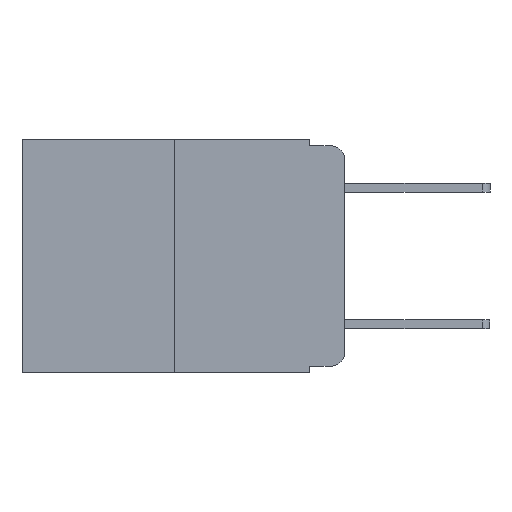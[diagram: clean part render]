
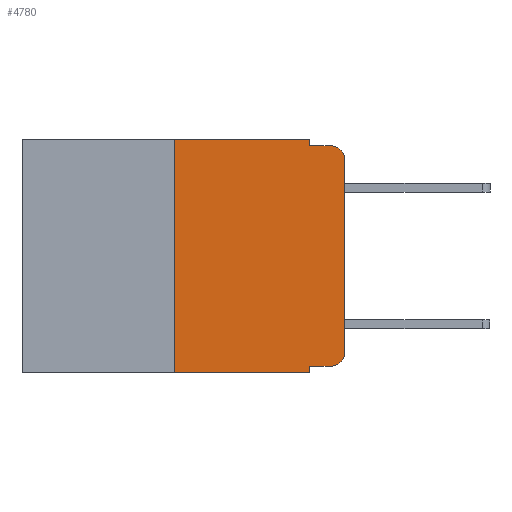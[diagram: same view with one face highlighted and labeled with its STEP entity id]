
A CAD part, left-side view. The second image highlights one B-rep face of the part: STEP entity #4780.
In plain terms, the highlighted planar face has unit normal (-1, 0, 0).
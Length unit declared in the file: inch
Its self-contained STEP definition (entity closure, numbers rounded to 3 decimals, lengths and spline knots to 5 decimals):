
#284 = VECTOR ( 'NONE', #4621, 39.37008 ) ;
#435 = DIRECTION ( 'NONE',  ( 0., 0., 1. ) ) ;
#509 = AXIS2_PLACEMENT_3D ( 'NONE', #12974, #6708, #6736 ) ;
#524 = DIRECTION ( 'NONE',  ( 0., 0., 1. ) ) ;
#581 = CARTESIAN_POINT ( 'NONE',  ( 0., 0.02, -0.01 ) ) ;
#632 = VERTEX_POINT ( 'NONE', #8690 ) ;
#657 = VERTEX_POINT ( 'NONE', #13910 ) ;
#915 = DIRECTION ( 'NONE',  ( 0., 0., -1. ) ) ;
#927 = ORIENTED_EDGE ( 'NONE', *, *, #5408, .F. ) ;
#995 = ORIENTED_EDGE ( 'NONE', *, *, #13159, .T. ) ;
#1173 = CIRCLE ( 'NONE', #509, 0.02 ) ;
#1740 = DIRECTION ( 'NONE',  ( 0., -1., 0. ) ) ;
#1749 = LINE ( 'NONE', #18243, #14126 ) ;
#2216 = CARTESIAN_POINT ( 'NONE',  ( 0., 0.473, 0. ) ) ;
#2223 = ORIENTED_EDGE ( 'NONE', *, *, #15978, .F. ) ;
#2252 = CARTESIAN_POINT ( 'NONE',  ( 0., 0.02, -0.313 ) ) ;
#2732 = ORIENTED_EDGE ( 'NONE', *, *, #15730, .F. ) ;
#2813 = VERTEX_POINT ( 'NONE', #16002 ) ;
#2882 = VERTEX_POINT ( 'NONE', #8462 ) ;
#3061 = EDGE_CURVE ( 'NONE', #632, #20844, #1173, .T. ) ;
#3464 = CARTESIAN_POINT ( 'NONE',  ( 0., 0.25, -0.343 ) ) ;
#3772 = EDGE_CURVE ( 'NONE', #5852, #7949, #3970, .T. ) ;
#3970 = LINE ( 'NONE', #6907, #284 ) ;
#4055 = DIRECTION ( 'NONE',  ( 0., 0., -1. ) ) ;
#4185 = ORIENTED_EDGE ( 'NONE', *, *, #13190, .F. ) ;
#4300 = VECTOR ( 'NONE', #6060, 39.37008 ) ;
#4614 = LINE ( 'NONE', #15013, #13441 ) ;
#4621 = DIRECTION ( 'NONE',  ( 0., -1., 0. ) ) ;
#4780 = ADVANCED_FACE ( 'NONE', ( #12534 ), #16487, .F. ) ;
#4816 = LINE ( 'NONE', #20362, #4300 ) ;
#5059 = LINE ( 'NONE', #15665, #13360 ) ;
#5157 = CIRCLE ( 'NONE', #15076, 0.02 ) ;
#5163 = DIRECTION ( 'NONE',  ( 0., -1., 0. ) ) ;
#5180 = DIRECTION ( 'NONE',  ( 0., 0., -1. ) ) ;
#5408 = EDGE_CURVE ( 'NONE', #2882, #657, #17456, .T. ) ;
#5617 = ORIENTED_EDGE ( 'NONE', *, *, #3061, .T. ) ;
#5775 = CARTESIAN_POINT ( 'NONE',  ( 0., 0.051, -0.333 ) ) ;
#5852 = VERTEX_POINT ( 'NONE', #5775 ) ;
#6017 = VERTEX_POINT ( 'NONE', #14549 ) ;
#6060 = DIRECTION ( 'NONE',  ( 0., 0., -1. ) ) ;
#6207 = DIRECTION ( 'NONE',  ( 1., 0., 0. ) ) ;
#6708 = DIRECTION ( 'NONE',  ( -1., 0., 0. ) ) ;
#6736 = DIRECTION ( 'NONE',  ( 0., 0., -1. ) ) ;
#6907 = CARTESIAN_POINT ( 'NONE',  ( 0., 0.051, -0.333 ) ) ;
#7949 = VERTEX_POINT ( 'NONE', #12072 ) ;
#8462 = CARTESIAN_POINT ( 'NONE',  ( 0., 0.051, 0. ) ) ;
#8690 = CARTESIAN_POINT ( 'NONE',  ( 0., 0., -0.03 ) ) ;
#10995 = VERTEX_POINT ( 'NONE', #13364 ) ;
#11089 = ORIENTED_EDGE ( 'NONE', *, *, #18788, .T. ) ;
#11407 = ORIENTED_EDGE ( 'NONE', *, *, #12654, .T. ) ;
#11867 = CARTESIAN_POINT ( 'NONE',  ( 0., 0.051, -0.01 ) ) ;
#11977 = LINE ( 'NONE', #20119, #19766 ) ;
#12072 = CARTESIAN_POINT ( 'NONE',  ( 0., 0.02, -0.333 ) ) ;
#12089 = ORIENTED_EDGE ( 'NONE', *, *, #3772, .T. ) ;
#12534 = FACE_OUTER_BOUND ( 'NONE', #21022, .T. ) ;
#12654 = EDGE_CURVE ( 'NONE', #7949, #6017, #5157, .T. ) ;
#12721 = ORIENTED_EDGE ( 'NONE', *, *, #15253, .F. ) ;
#12928 = LINE ( 'NONE', #11867, #20668 ) ;
#12974 = CARTESIAN_POINT ( 'NONE',  ( 0., 0.02, -0.03 ) ) ;
#13093 = AXIS2_PLACEMENT_3D ( 'NONE', #2216, #6207, #5180 ) ;
#13159 = EDGE_CURVE ( 'NONE', #18573, #10995, #4614, .T. ) ;
#13190 = EDGE_CURVE ( 'NONE', #657, #20844, #12928, .T. ) ;
#13360 = VECTOR ( 'NONE', #524, 39.37008 ) ;
#13364 = CARTESIAN_POINT ( 'NONE',  ( 0., 0.051, -0.343 ) ) ;
#13441 = VECTOR ( 'NONE', #5163, 39.37008 ) ;
#13517 = DIRECTION ( 'NONE',  ( 0., -1., 0. ) ) ;
#13910 = CARTESIAN_POINT ( 'NONE',  ( 0., 0.051, -0.01 ) ) ;
#14010 = DIRECTION ( 'NONE',  ( -1., 0., 0. ) ) ;
#14126 = VECTOR ( 'NONE', #1740, 39.37008 ) ;
#14549 = CARTESIAN_POINT ( 'NONE',  ( 0., 0., -0.313 ) ) ;
#15013 = CARTESIAN_POINT ( 'NONE',  ( 0., 0.473, -0.343 ) ) ;
#15076 = AXIS2_PLACEMENT_3D ( 'NONE', #2252, #14010, #4055 ) ;
#15253 = EDGE_CURVE ( 'NONE', #5852, #10995, #4816, .T. ) ;
#15665 = CARTESIAN_POINT ( 'NONE',  ( 0., 0.25, 0. ) ) ;
#15730 = EDGE_CURVE ( 'NONE', #2813, #2882, #1749, .T. ) ;
#15978 = EDGE_CURVE ( 'NONE', #18573, #2813, #5059, .T. ) ;
#16002 = CARTESIAN_POINT ( 'NONE',  ( 0., 0.25, 0. ) ) ;
#16487 = PLANE ( 'NONE',  #13093 ) ;
#17456 = LINE ( 'NONE', #20550, #20784 ) ;
#18243 = CARTESIAN_POINT ( 'NONE',  ( 0., 0.473, 0. ) ) ;
#18573 = VERTEX_POINT ( 'NONE', #3464 ) ;
#18788 = EDGE_CURVE ( 'NONE', #6017, #632, #11977, .T. ) ;
#19766 = VECTOR ( 'NONE', #435, 39.37008 ) ;
#20119 = CARTESIAN_POINT ( 'NONE',  ( 0., 0., 0. ) ) ;
#20362 = CARTESIAN_POINT ( 'NONE',  ( 0., 0.051, 0. ) ) ;
#20550 = CARTESIAN_POINT ( 'NONE',  ( 0., 0.051, 0. ) ) ;
#20668 = VECTOR ( 'NONE', #13517, 39.37008 ) ;
#20784 = VECTOR ( 'NONE', #915, 39.37008 ) ;
#20844 = VERTEX_POINT ( 'NONE', #581 ) ;
#21022 = EDGE_LOOP ( 'NONE', ( #11089, #5617, #4185, #927, #2732, #2223, #995, #12721, #12089, #11407 ) ) ;
